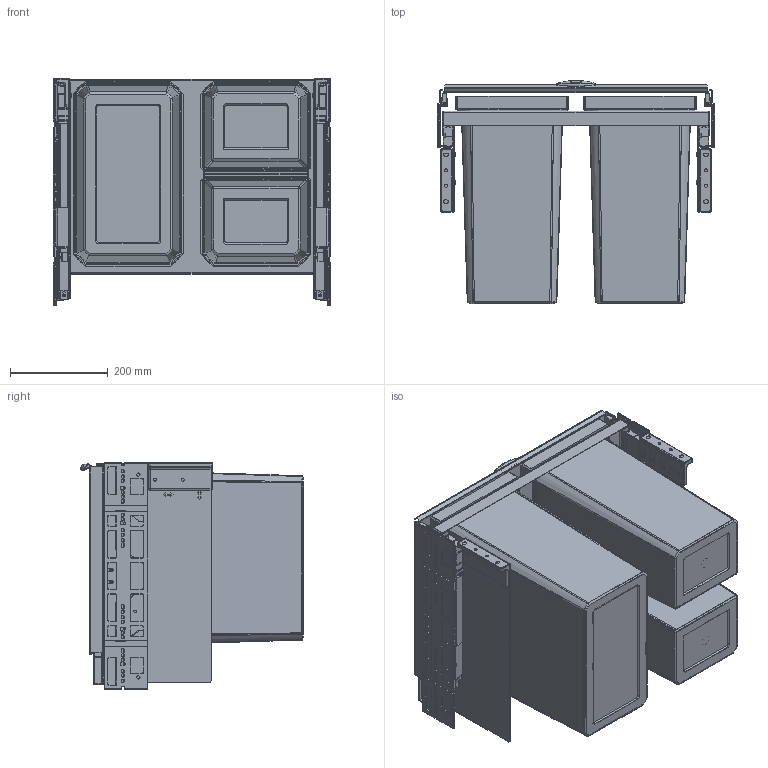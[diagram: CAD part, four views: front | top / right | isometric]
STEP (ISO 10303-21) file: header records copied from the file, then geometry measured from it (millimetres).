
FILE_DESCRIPTION(('STEP AP214'),'1');
FILE_NAME('8012354_V Cox Base 460 S_600-3.STP','2024-08-13T08:15:19',(' '),(' '),'Spatial InterOp 3D',' ',' ');
FILE_SCHEMA(('AUTOMOTIVE_DESIGN { 1 0 10303 214 1 1 1 1 }'));
Length unit declared in the file: millimetre
Products named in the file (1): 3D-Objekt
Bounding box: 568 x 455.76 x 464 mm (x, y, z)
Volume: 5068782 mm3; surface area: 4215642.2 mm2
Topology: 30 solids, 32 shells, 4404 faces, 11344 edges, 7088 vertices
Faces by surface type: plane 1812, cylinder 1666, torus 594, cone 130, bspline 108, sphere 78, extrusion 16
Entity records: 194610 total; most frequent: CARTESIAN_POINT 30104, DIRECTION 23690, ORIENTED_EDGE 22632, EDGE_CURVE 11316, STYLED_ITEM 10487, PRESENTATION_STYLE_ASSIGNMENT 10487, COLOUR_RGB 10487, CURVE_STYLE 9749
